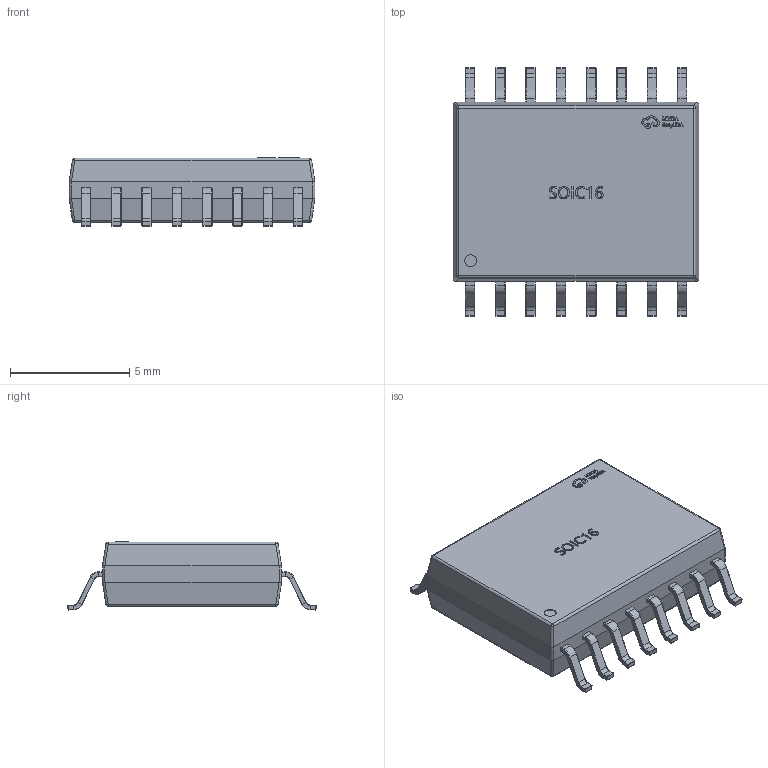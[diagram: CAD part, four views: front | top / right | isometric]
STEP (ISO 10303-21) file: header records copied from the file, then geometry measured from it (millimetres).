
FILE_DESCRIPTION(('FreeCAD Model'),'2;1');
FILE_NAME('Open CASCADE Shape Model','2023-11-03T13:20:19',('Author'),( ''),'Open CASCADE STEP processor 7.6','FreeCAD','Unknown');
FILE_SCHEMA(('AUTOMOTIVE_DESIGN { 1 0 10303 214 1 1 1 1 }'));
Length unit declared in the file: millimetre
Products named in the file (32): SOIC-16_L10.3-W7.5-P1.27-LS10.3-BL; COMPOUND031; COMPOUND001; COMPOUND002; COMPOUND003; COMPOUND004; COMPOUND005; COMPOUND006; COMPOUND007; COMPOUND008; COMPOUND009; COMPOUND010; COMPOUND011; COMPOUND012; COMPOUND013; COMPOUND014; COMPOUND015; COMPOUND016; COMPOUND017; COMPOUND018; COMPOUND019; COMPOUND020; COMPOUND021; COMPOUND022; COMPOUND023; COMPOUND024; COMPOUND025; COMPOUND026; COMPOUND027; COMPOUND028; COMPOUND029; COMPOUND030
Assembly tree (31 placements, depth 3):
  SOIC-16_L10.3-W7.5-P1.27-LS10.3-BL
    COMPOUND031
      COMPOUND001
      COMPOUND002
      COMPOUND003
      COMPOUND004
      COMPOUND005
      COMPOUND006
      COMPOUND007
      COMPOUND008
      COMPOUND009
      COMPOUND010
      COMPOUND011
      COMPOUND012
      COMPOUND013
      COMPOUND014
      COMPOUND015
      COMPOUND016
      COMPOUND017
      COMPOUND018
      COMPOUND019
      COMPOUND020
      COMPOUND021
      COMPOUND022
      COMPOUND023
      COMPOUND024
      COMPOUND025
      COMPOUND026
      COMPOUND027
      COMPOUND028
      COMPOUND029
      COMPOUND030
Bounding box: 10.3 x 10.41 x 2.85 mm (x, y, z)
Volume: 206 mm3; surface area: 282.4 mm2
Topology: 30 solids, 30 shells, 1232 faces, 2772 edges, 1584 vertices
Faces by surface type: plane 504, cylinder 358, bspline 154, torus 128, sphere 88
Entity records: 38911 total; most frequent: CARTESIAN_POINT 10398, DIRECTION 5500, ORIENTED_EDGE 5480, EDGE_CURVE 2740, AXIS2_PLACEMENT_3D 1986, VERTEX_POINT 1584, LINE 1528, VECTOR 1528
